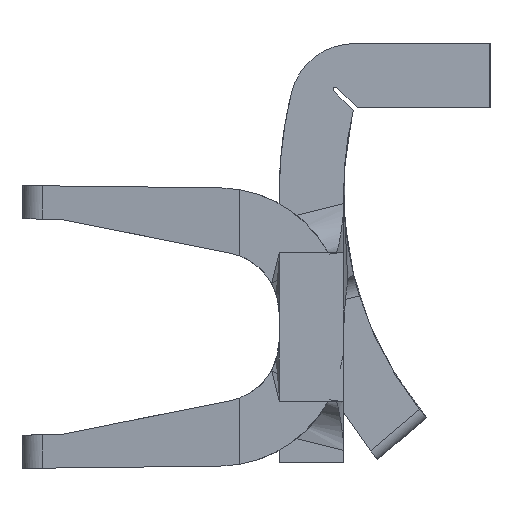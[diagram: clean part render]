
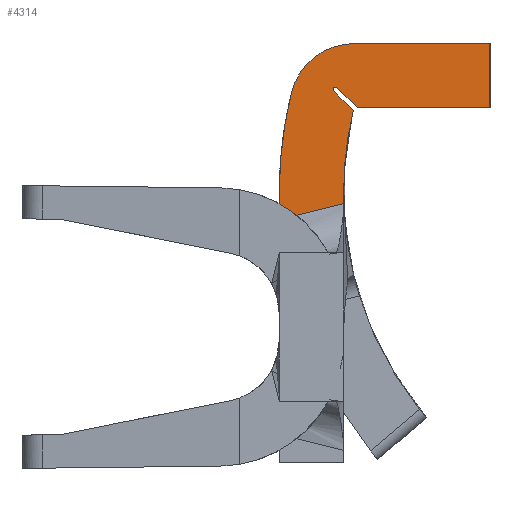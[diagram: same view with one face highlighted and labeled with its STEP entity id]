
A CAD part, left-side view. The second image highlights one B-rep face of the part: STEP entity #4314.
In plain terms, the highlighted planar face has unit normal (-1, 0, 0).
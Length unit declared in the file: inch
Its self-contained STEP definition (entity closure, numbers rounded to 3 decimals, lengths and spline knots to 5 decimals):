
#24 = CARTESIAN_POINT ( 'NONE',  ( -1.035, 0.372, 0. ) ) ;
#27 = CARTESIAN_POINT ( 'NONE',  ( -1.035, 0.30522, 0.07373 ) ) ;
#28 = LINE ( 'NONE', #5095, #5120 ) ;
#104 = VECTOR ( 'NONE', #4652, 39.37008 ) ;
#118 = ORIENTED_EDGE ( 'NONE', *, *, #5762, .T. ) ;
#126 = ORIENTED_EDGE ( 'NONE', *, *, #2982, .T. ) ;
#138 = VECTOR ( 'NONE', #5216, 39.37008 ) ;
#168 = B_SPLINE_CURVE_WITH_KNOTS ( 'NONE', 3,
 ( #732, #6173, #2719, #333, #3776, #808, #4288, #1310, #4775, #1809, #5275, #2298, #5756 ),
 .UNSPECIFIED., .F., .F.,
 ( 4, 3, 3, 3, 4 ),
 ( 0., 0.00024, 0.00072, 0.00122, 0.00152 ),
 .UNSPECIFIED. ) ;
#183 = DIRECTION ( 'NONE',  ( 0., -0.707, -0.707 ) ) ;
#333 = CARTESIAN_POINT ( 'NONE',  ( -1.035, 0.36286, -0.02284 ) ) ;
#504 = VERTEX_POINT ( 'NONE', #5054 ) ;
#518 = LINE ( 'NONE', #27, #3141 ) ;
#545 = EDGE_CURVE ( 'NONE', #2527, #3873, #5029, .T. ) ;
#571 = CARTESIAN_POINT ( 'NONE',  ( -1.035, 0.182, 0.134 ) ) ;
#652 = DIRECTION ( 'NONE',  ( 0., -1., 0. ) ) ;
#668 = EDGE_CURVE ( 'NONE', #1439, #4397, #168, .T. ) ;
#732 = CARTESIAN_POINT ( 'NONE',  ( -1.035, 0.372, -0.02465 ) ) ;
#808 = CARTESIAN_POINT ( 'NONE',  ( -1.035, 0.35051, -0.02017 ) ) ;
#908 = AXIS2_PLACEMENT_3D ( 'NONE', #2149, #5625, #2658 ) ;
#927 = VERTEX_POINT ( 'NONE', #6334 ) ;
#1037 = DIRECTION ( 'NONE',  ( -1., 0., 0. ) ) ;
#1051 = FACE_OUTER_BOUND ( 'NONE', #4929, .T. ) ;
#1144 = CARTESIAN_POINT ( 'NONE',  ( -1.035, 0.30184, 0.076 ) ) ;
#1180 = VERTEX_POINT ( 'NONE', #2729 ) ;
#1190 = CARTESIAN_POINT ( 'NONE',  ( -1.035, 0.182, 0.076 ) ) ;
#1282 = DIRECTION ( 'NONE',  ( -1., 0., 0. ) ) ;
#1310 = CARTESIAN_POINT ( 'NONE',  ( -1.035, 0.33799, -0.01709 ) ) ;
#1402 = ORIENTED_EDGE ( 'NONE', *, *, #1983, .T. ) ;
#1439 = VERTEX_POINT ( 'NONE', #6063 ) ;
#1449 = ORIENTED_EDGE ( 'NONE', *, *, #1865, .T. ) ;
#1558 = ORIENTED_EDGE ( 'NONE', *, *, #4200, .T. ) ;
#1575 = CARTESIAN_POINT ( 'NONE',  ( -1.035, 0.30522, 0.07373 ) ) ;
#1588 = ORIENTED_EDGE ( 'NONE', *, *, #2854, .T. ) ;
#1750 = CARTESIAN_POINT ( 'NONE',  ( -1.035, 0.314, -0.244 ) ) ;
#1786 = DIRECTION ( 'NONE',  ( 1., 0., 0. ) ) ;
#1809 = CARTESIAN_POINT ( 'NONE',  ( -1.035, 0.32532, -0.01358 ) ) ;
#1829 = VERTEX_POINT ( 'NONE', #4551 ) ;
#1865 = EDGE_CURVE ( 'NONE', #5237, #2527, #28, .T. ) ;
#1983 = EDGE_CURVE ( 'NONE', #2707, #1180, #2165, .T. ) ;
#2149 = CARTESIAN_POINT ( 'NONE',  ( -1.035, 0.30466, 0.076 ) ) ;
#2165 = CIRCLE ( 'NONE', #2728, 0.372 ) ;
#2242 = ORIENTED_EDGE ( 'NONE', *, *, #668, .T. ) ;
#2298 = CARTESIAN_POINT ( 'NONE',  ( -1.035, 0.31776, -0.01136 ) ) ;
#2370 = VECTOR ( 'NONE', #4025, 39.37008 ) ;
#2397 = VECTOR ( 'NONE', #652, 39.37008 ) ;
#2490 = LINE ( 'NONE', #24, #5132 ) ;
#2527 = VERTEX_POINT ( 'NONE', #1144 ) ;
#2567 = DIRECTION ( 'NONE',  ( 1., 0., 0. ) ) ;
#2604 = CARTESIAN_POINT ( 'NONE',  ( -1.035, 0.30466, 0.076 ) ) ;
#2658 = DIRECTION ( 'NONE',  ( 0., 0., 1. ) ) ;
#2707 = VERTEX_POINT ( 'NONE', #4226 ) ;
#2719 = CARTESIAN_POINT ( 'NONE',  ( -1.035, 0.3659, -0.02347 ) ) ;
#2728 = AXIS2_PLACEMENT_3D ( 'NONE', #4260, #1282, #4838 ) ;
#2729 = CARTESIAN_POINT ( 'NONE',  ( -1.035, 0.372, 0. ) ) ;
#2854 = EDGE_CURVE ( 'NONE', #504, #5237, #4942, .T. ) ;
#2968 = DIRECTION ( 'NONE',  ( 0., 0., -1. ) ) ;
#2982 = EDGE_CURVE ( 'NONE', #1829, #2707, #3163, .T. ) ;
#2987 = ORIENTED_EDGE ( 'NONE', *, *, #4576, .T. ) ;
#3075 = CARTESIAN_POINT ( 'NONE',  ( -1.035, 0.182, 0.134 ) ) ;
#3141 = VECTOR ( 'NONE', #3946, 39.37008 ) ;
#3163 = CIRCLE ( 'NONE', #908, 0.058 ) ;
#3197 = AXIS2_PLACEMENT_3D ( 'NONE', #4753, #1786, #5252 ) ;
#3277 = AXIS2_PLACEMENT_3D ( 'NONE', #4009, #1037, #4500 ) ;
#3461 = ORIENTED_EDGE ( 'NONE', *, *, #4323, .T. ) ;
#3501 = PLANE ( 'NONE',  #3277 ) ;
#3588 = CARTESIAN_POINT ( 'NONE',  ( -1.035, 0.314, -0.01019 ) ) ;
#3776 = CARTESIAN_POINT ( 'NONE',  ( -1.035, 0.35667, -0.02156 ) ) ;
#3873 = VERTEX_POINT ( 'NONE', #5047 ) ;
#3882 = VERTEX_POINT ( 'NONE', #3075 ) ;
#3946 = DIRECTION ( 'NONE',  ( 0., 0.707, 0.707 ) ) ;
#4009 = CARTESIAN_POINT ( 'NONE',  ( -1.035, 0., 0. ) ) ;
#4019 = AXIS2_PLACEMENT_3D ( 'NONE', #5541, #2567, #6012 ) ;
#4025 = DIRECTION ( 'NONE',  ( 0., 1., 0. ) ) ;
#4043 = LINE ( 'NONE', #1190, #104 ) ;
#4200 = EDGE_CURVE ( 'NONE', #5826, #504, #518, .T. ) ;
#4226 = CARTESIAN_POINT ( 'NONE',  ( -1.035, 0.36094, 0.09004 ) ) ;
#4260 = CARTESIAN_POINT ( 'NONE',  ( -1.035, 0., 0. ) ) ;
#4288 = CARTESIAN_POINT ( 'NONE',  ( -1.035, 0.34437, -0.01866 ) ) ;
#4314 = ADVANCED_FACE ( 'NONE', ( #1051 ), #3501, .T. ) ;
#4323 = EDGE_CURVE ( 'NONE', #3882, #1829, #5000, .T. ) ;
#4397 = VERTEX_POINT ( 'NONE', #3588 ) ;
#4500 = DIRECTION ( 'NONE',  ( 0., 0., 1. ) ) ;
#4551 = CARTESIAN_POINT ( 'NONE',  ( -1.035, 0.30466, 0.134 ) ) ;
#4576 = EDGE_CURVE ( 'NONE', #4397, #927, #6229, .T. ) ;
#4652 = DIRECTION ( 'NONE',  ( 0., 0., 1. ) ) ;
#4753 = CARTESIAN_POINT ( 'NONE',  ( -1.035, 0., 0. ) ) ;
#4775 = CARTESIAN_POINT ( 'NONE',  ( -1.035, 0.33164, -0.0154 ) ) ;
#4838 = DIRECTION ( 'NONE',  ( 0., 0., 1. ) ) ;
#4929 = EDGE_LOOP ( 'NONE', ( #1558, #1588, #1449, #5099, #5578, #3461, #126, #1402, #118, #2242, #2987, #5109 ) ) ;
#4942 = CIRCLE ( 'NONE', #4019, 0.002 ) ;
#5000 = LINE ( 'NONE', #571, #2370 ) ;
#5029 = LINE ( 'NONE', #2604, #2397 ) ;
#5047 = CARTESIAN_POINT ( 'NONE',  ( -1.035, 0.182, 0.076 ) ) ;
#5054 = CARTESIAN_POINT ( 'NONE',  ( -1.035, 0.3229, 0.09141 ) ) ;
#5095 = CARTESIAN_POINT ( 'NONE',  ( -1.035, 0.30184, 0.076 ) ) ;
#5099 = ORIENTED_EDGE ( 'NONE', *, *, #545, .T. ) ;
#5109 = ORIENTED_EDGE ( 'NONE', *, *, #6075, .T. ) ;
#5120 = VECTOR ( 'NONE', #183, 39.37008 ) ;
#5132 = VECTOR ( 'NONE', #2968, 39.37008 ) ;
#5189 = CARTESIAN_POINT ( 'NONE',  ( -1.035, 0.32007, 0.09424 ) ) ;
#5216 = DIRECTION ( 'NONE',  ( 0., 0., 1. ) ) ;
#5237 = VERTEX_POINT ( 'NONE', #5189 ) ;
#5252 = DIRECTION ( 'NONE',  ( 0., 0., 1. ) ) ;
#5275 = CARTESIAN_POINT ( 'NONE',  ( -1.035, 0.32154, -0.01249 ) ) ;
#5541 = CARTESIAN_POINT ( 'NONE',  ( -1.035, 0.32148, 0.09282 ) ) ;
#5578 = ORIENTED_EDGE ( 'NONE', *, *, #5950, .T. ) ;
#5625 = DIRECTION ( 'NONE',  ( -1., 0., 0. ) ) ;
#5756 = CARTESIAN_POINT ( 'NONE',  ( -1.035, 0.314, -0.01019 ) ) ;
#5762 = EDGE_CURVE ( 'NONE', #1180, #1439, #2490, .T. ) ;
#5826 = VERTEX_POINT ( 'NONE', #1575 ) ;
#5950 = EDGE_CURVE ( 'NONE', #3873, #3882, #4043, .T. ) ;
#6012 = DIRECTION ( 'NONE',  ( 0., 0., 1. ) ) ;
#6063 = CARTESIAN_POINT ( 'NONE',  ( -1.035, 0.372, -0.02465 ) ) ;
#6075 = EDGE_CURVE ( 'NONE', #927, #5826, #6199, .T. ) ;
#6173 = CARTESIAN_POINT ( 'NONE',  ( -1.035, 0.36895, -0.02407 ) ) ;
#6199 = CIRCLE ( 'NONE', #3197, 0.314 ) ;
#6229 = LINE ( 'NONE', #1750, #138 ) ;
#6334 = CARTESIAN_POINT ( 'NONE',  ( -1.035, 0.314, 0. ) ) ;
